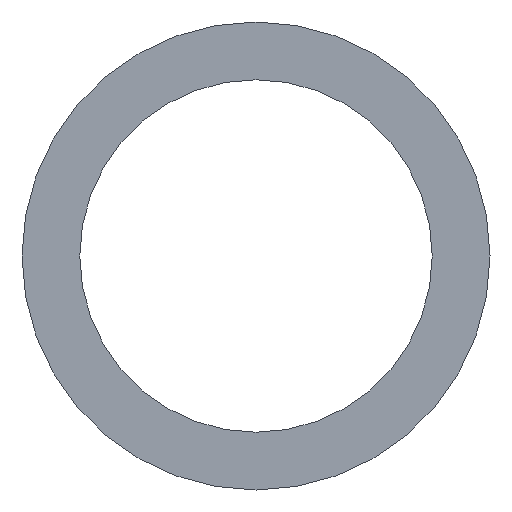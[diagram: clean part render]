
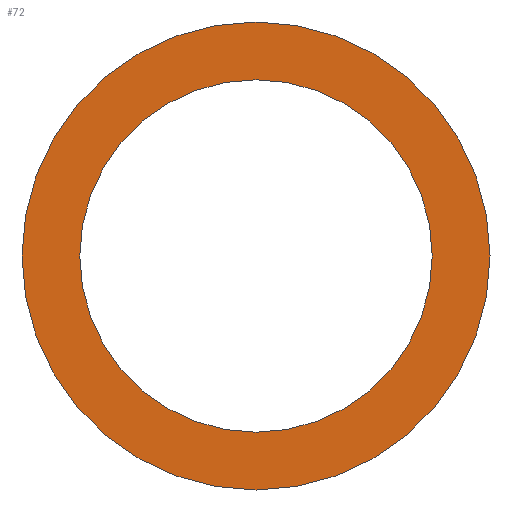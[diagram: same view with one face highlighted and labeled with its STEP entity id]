
A CAD part, left-side view. The second image highlights one B-rep face of the part: STEP entity #72.
In plain terms, the highlighted planar face has unit normal (-1, 0, 0).
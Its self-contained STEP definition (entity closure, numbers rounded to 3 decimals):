
#72 = ADVANCED_FACE( '', ( #184, #185 ), #186, .T. );
#86 = VERTEX_POINT( '', #203 );
#110 = EDGE_CURVE( '', #142, #112, #230, .T. );
#112 = VERTEX_POINT( '', #232 );
#118 = EDGE_CURVE( '', #150, #86, #238, .T. );
#120 = EDGE_CURVE( '', #86, #150, #240, .T. );
#136 = EDGE_CURVE( '', #112, #142, #259, .T. );
#142 = VERTEX_POINT( '', #265 );
#150 = VERTEX_POINT( '', #274 );
#184 = FACE_BOUND( '', #300, .T. );
#185 = FACE_OUTER_BOUND( '', #301, .T. );
#186 = PLANE( '', #302 );
#203 = CARTESIAN_POINT( '', ( -175., 220.3, 0. ) );
#230 = CIRCLE( '', #357, 292.5 );
#232 = CARTESIAN_POINT( '', ( -175., -292.5, 0. ) );
#238 = CIRCLE( '', #368, 220.3 );
#240 = CIRCLE( '', #371, 220.3 );
#259 = CIRCLE( '', #394, 292.5 );
#265 = CARTESIAN_POINT( '', ( -175., 292.5, 0. ) );
#274 = CARTESIAN_POINT( '', ( -175., -220.3, 0. ) );
#300 = EDGE_LOOP( '', ( #440, #441 ) );
#301 = EDGE_LOOP( '', ( #442, #443 ) );
#302 = AXIS2_PLACEMENT_3D( '', #444, #445, #446 );
#357 = AXIS2_PLACEMENT_3D( '', #506, #507, #508 );
#368 = AXIS2_PLACEMENT_3D( '', #515, #516, #517 );
#371 = AXIS2_PLACEMENT_3D( '', #518, #519, #520 );
#394 = AXIS2_PLACEMENT_3D( '', #541, #542, #543 );
#440 = ORIENTED_EDGE( '', *, *, #120, .F. );
#441 = ORIENTED_EDGE( '', *, *, #118, .F. );
#442 = ORIENTED_EDGE( '', *, *, #110, .T. );
#443 = ORIENTED_EDGE( '', *, *, #136, .T. );
#444 = CARTESIAN_POINT( '', ( -175., 256.4, 0. ) );
#445 = DIRECTION( '', ( -1., 0., 0. ) );
#446 = DIRECTION( '', ( 0., 1., 0. ) );
#506 = CARTESIAN_POINT( '', ( -175., 0., 0. ) );
#507 = DIRECTION( '', ( -1., 0., 0. ) );
#508 = DIRECTION( '', ( 0., 1., 0. ) );
#515 = CARTESIAN_POINT( '', ( -175., 0., 0. ) );
#516 = DIRECTION( '', ( -1., 0., 0. ) );
#517 = DIRECTION( '', ( 0., 1., 0. ) );
#518 = CARTESIAN_POINT( '', ( -175., 0., 0. ) );
#519 = DIRECTION( '', ( -1., 0., 0. ) );
#520 = DIRECTION( '', ( 0., 1., 0. ) );
#541 = CARTESIAN_POINT( '', ( -175., 0., 0. ) );
#542 = DIRECTION( '', ( -1., 0., 0. ) );
#543 = DIRECTION( '', ( 0., 1., 0. ) );
